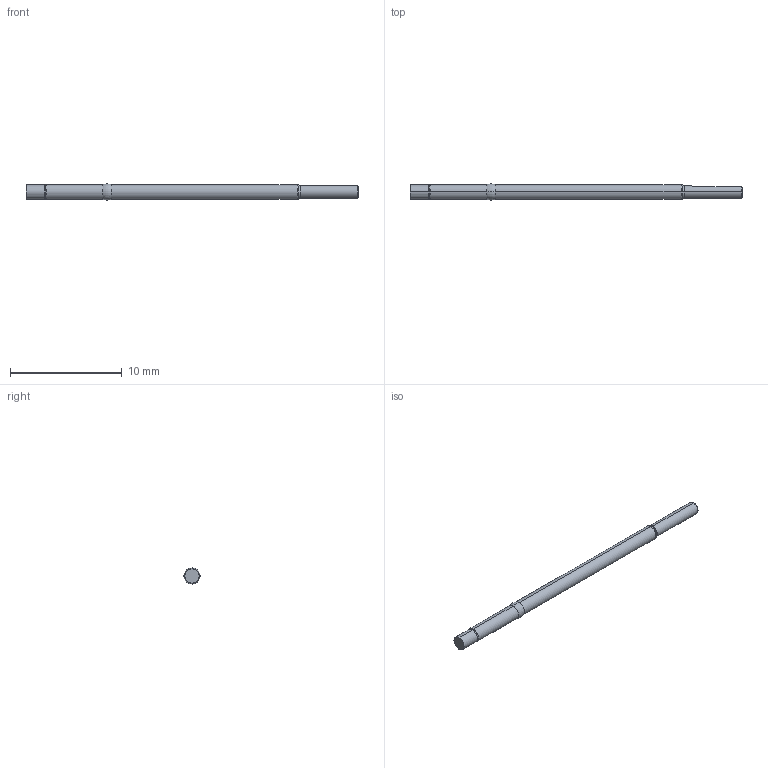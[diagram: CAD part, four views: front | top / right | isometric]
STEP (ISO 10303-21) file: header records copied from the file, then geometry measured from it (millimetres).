
FILE_DESCRIPTION (( 'STEP AP214' ), '1' );
FILE_NAME ('075-SDN250S.STEP', '2011-12-08T13:34:34', ( 'Authorized User' ), ( '' ), 'SwSTEP 2.0', 'SolidWorks 2011', '' );
FILE_SCHEMA (( 'AUTOMOTIVE_DESIGN' ));
Length unit declared in the file: inch
Products named in the file (1): 075-SDN250S
Bounding box: 29.72 x 1.44 x 1.45 mm (x, y, z)
Volume: 37.2 mm3; surface area: 126.1 mm2
Topology: 1 solids, 1 shells, 31 faces, 67 edges, 38 vertices
Faces by surface type: torus 15, cylinder 12, plane 4
Entity records: 916 total; most frequent: CARTESIAN_POINT 179, DIRECTION 170, ORIENTED_EDGE 134, AXIS2_PLACEMENT_3D 77, EDGE_CURVE 67, CIRCLE 45, VERTEX_POINT 38, EDGE_LOOP 31
